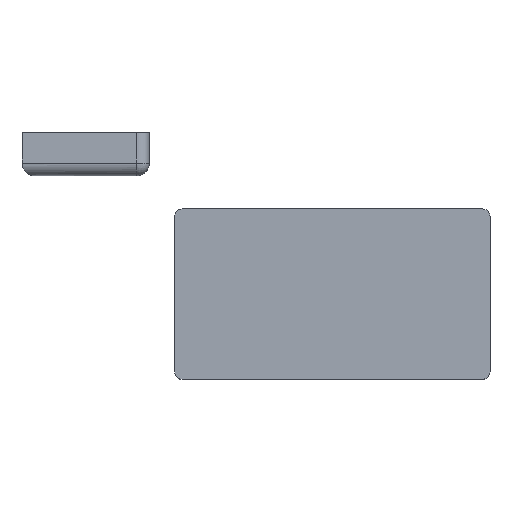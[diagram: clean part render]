
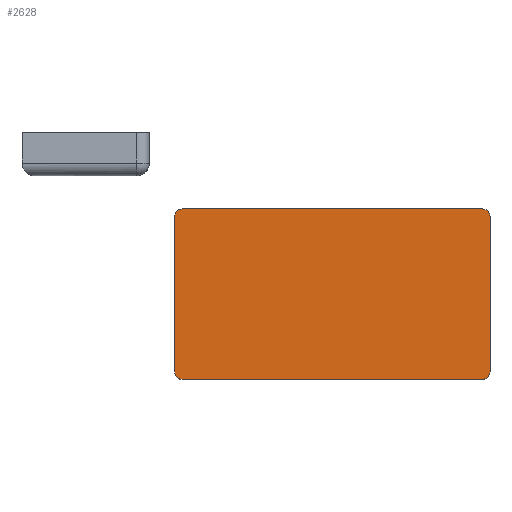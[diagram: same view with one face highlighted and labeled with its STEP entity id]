
A CAD part, top view. The second image highlights one B-rep face of the part: STEP entity #2628.
In plain terms, the highlighted planar face has unit normal (0, 0, 1).
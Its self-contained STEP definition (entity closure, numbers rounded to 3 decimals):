
#165=CIRCLE('',#2864,3.);
#166=CIRCLE('',#2865,3.);
#167=CIRCLE('',#2866,3.);
#168=CIRCLE('',#2867,3.);
#261=FACE_OUTER_BOUND('',#421,.T.);
#421=EDGE_LOOP('',(#2050,#2051,#2052,#2053,#2054,#2055,#2056,#2057));
#613=LINE('',#4127,#897);
#614=LINE('',#4131,#898);
#615=LINE('',#4135,#899);
#616=LINE('',#4138,#900);
#897=VECTOR('',#3369,10.);
#898=VECTOR('',#3372,10.);
#899=VECTOR('',#3375,10.);
#900=VECTOR('',#3378,10.);
#1183=VERTEX_POINT('',#4123);
#1184=VERTEX_POINT('',#4124);
#1185=VERTEX_POINT('',#4126);
#1186=VERTEX_POINT('',#4128);
#1187=VERTEX_POINT('',#4130);
#1188=VERTEX_POINT('',#4132);
#1189=VERTEX_POINT('',#4134);
#1190=VERTEX_POINT('',#4136);
#1493=EDGE_CURVE('',#1183,#1184,#165,.T.);
#1494=EDGE_CURVE('',#1184,#1185,#613,.T.);
#1495=EDGE_CURVE('',#1185,#1186,#166,.T.);
#1496=EDGE_CURVE('',#1186,#1187,#614,.T.);
#1497=EDGE_CURVE('',#1187,#1188,#167,.T.);
#1498=EDGE_CURVE('',#1188,#1189,#615,.T.);
#1499=EDGE_CURVE('',#1189,#1190,#168,.T.);
#1500=EDGE_CURVE('',#1190,#1183,#616,.T.);
#2050=ORIENTED_EDGE('',*,*,#1493,.T.);
#2051=ORIENTED_EDGE('',*,*,#1494,.T.);
#2052=ORIENTED_EDGE('',*,*,#1495,.T.);
#2053=ORIENTED_EDGE('',*,*,#1496,.T.);
#2054=ORIENTED_EDGE('',*,*,#1497,.T.);
#2055=ORIENTED_EDGE('',*,*,#1498,.T.);
#2056=ORIENTED_EDGE('',*,*,#1499,.T.);
#2057=ORIENTED_EDGE('',*,*,#1500,.T.);
#2496=PLANE('',#2863);
#2628=ADVANCED_FACE('',(#261),#2496,.T.);
#2863=AXIS2_PLACEMENT_3D('',#4122,#3365,#3366);
#2864=AXIS2_PLACEMENT_3D('',#4125,#3367,#3368);
#2865=AXIS2_PLACEMENT_3D('',#4129,#3370,#3371);
#2866=AXIS2_PLACEMENT_3D('',#4133,#3373,#3374);
#2867=AXIS2_PLACEMENT_3D('',#4137,#3376,#3377);
#3365=DIRECTION('center_axis',(0.,0.,1.));
#3366=DIRECTION('ref_axis',(1.,0.,0.));
#3367=DIRECTION('center_axis',(0.,0.,1.));
#3368=DIRECTION('ref_axis',(0.707,0.707,0.));
#3369=DIRECTION('',(-1.,0.,0.));
#3370=DIRECTION('center_axis',(0.,0.,1.));
#3371=DIRECTION('ref_axis',(-0.707,0.707,0.));
#3372=DIRECTION('',(0.,-1.,0.));
#3373=DIRECTION('center_axis',(0.,0.,1.));
#3374=DIRECTION('ref_axis',(-0.707,-0.707,0.));
#3375=DIRECTION('',(1.,0.,0.));
#3376=DIRECTION('center_axis',(0.,0.,1.));
#3377=DIRECTION('ref_axis',(0.707,-0.707,0.));
#3378=DIRECTION('',(0.,1.,0.));
#4122=CARTESIAN_POINT('Origin',(61.1,-33.5,19.));
#4123=CARTESIAN_POINT('',(124.,-3.,19.));
#4124=CARTESIAN_POINT('',(121.,0.,19.));
#4125=CARTESIAN_POINT('Origin',(121.,-3.,19.));
#4126=CARTESIAN_POINT('',(3.,0.,19.));
#4127=CARTESIAN_POINT('',(0.,0.,19.));
#4128=CARTESIAN_POINT('',(0.,-3.,19.));
#4129=CARTESIAN_POINT('Origin',(3.,-3.,19.));
#4130=CARTESIAN_POINT('',(0.,-64.,19.));
#4131=CARTESIAN_POINT('',(0.,-67.,19.));
#4132=CARTESIAN_POINT('',(3.,-67.,19.));
#4133=CARTESIAN_POINT('Origin',(3.,-64.,19.));
#4134=CARTESIAN_POINT('',(121.,-67.,19.));
#4135=CARTESIAN_POINT('',(12.,-67.,19.));
#4136=CARTESIAN_POINT('',(124.,-64.,19.));
#4137=CARTESIAN_POINT('Origin',(121.,-64.,19.));
#4138=CARTESIAN_POINT('',(124.,0.,19.));
